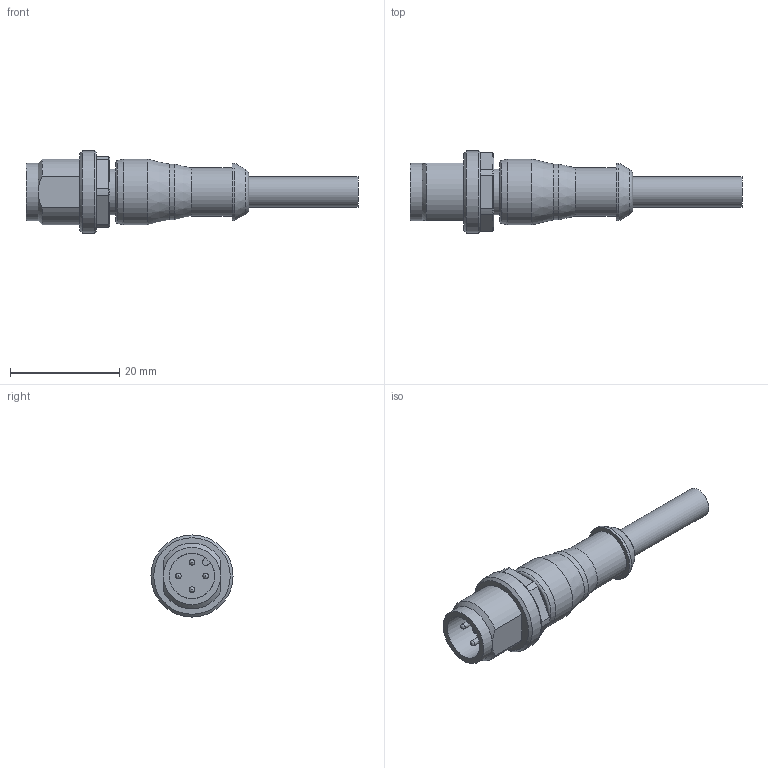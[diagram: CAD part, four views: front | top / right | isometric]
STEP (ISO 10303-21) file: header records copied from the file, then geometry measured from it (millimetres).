
FILE_DESCRIPTION((''),'2;1');
FILE_NAME('M12-Stecker gerade A-Kod 4-pol.stp','2011-07-21T12:08:49',('Reichert'),(''),'Autodesk Inventor 2011','Autodesk Inventor 2011','');
FILE_SCHEMA(('AUTOMOTIVE_DESIGN { 1 0 10303 214 1 1 1 1 }'));
Length unit declared in the file: millimetre
Products named in the file (1): Bauteil13
Bounding box: 60.7 x 15 x 15 mm (x, y, z)
Volume: 3963.4 mm3; surface area: 2476.2 mm2
Topology: 1 solids, 1 shells, 72 faces, 149 edges, 90 vertices
Faces by surface type: plane 30, cylinder 22, cone 13, bspline 4, torus 3
Full cylindrical faces by diameter (mm): 1 x4, 5.5 x1, 8.3 x1, 8.4 x1, 8.8 x1, 10.2 x1, 10.5 x2, 12 x1, 15 x1
Entity records: 1937 total; most frequent: CARTESIAN_POINT 491, DIRECTION 306, ORIENTED_EDGE 244, AXIS2_PLACEMENT_3D 131, EDGE_CURVE 122, EDGE_LOOP 108, VERTEX_POINT 88, FACE_OUTER_BOUND 72
